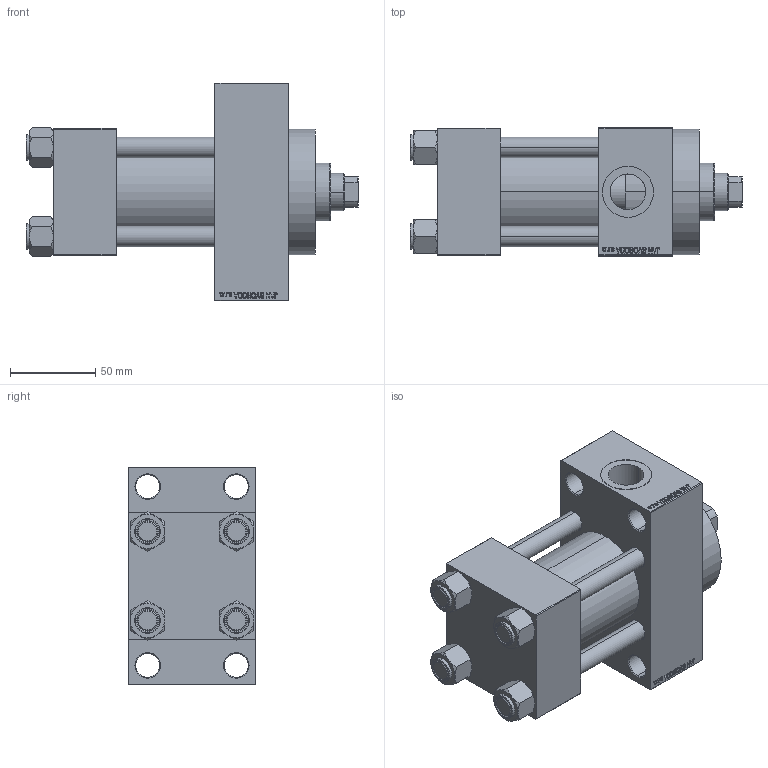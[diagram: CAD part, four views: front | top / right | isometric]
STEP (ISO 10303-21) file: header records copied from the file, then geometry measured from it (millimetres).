
FILE_DESCRIPTION (( 'STEP AP203' ), '1' );
FILE_NAME ('82b0.STEP', '2026-01-26T07:58:00', ( '' ), ( '' ), 'SwSTEP 2.0', 'SolidWorks 2019', '' );
FILE_SCHEMA (( 'CONFIG_CONTROL_DESIGN' ));
Length unit declared in the file: millimetre
Products named in the file (6): V215CD_D_Body fde3769ddc077d9a1ff0d6af94dcc964; V215CD_VC_A fde3769ddc077d9a1ff0d6af94dcc964; 82b0; V215CD_D_TYCINKA fde3769ddc077d9a1ff0d6af94dcc964; V215CD_NUT_M5_D fde3769ddc077d9a1ff0d6af94dcc964; V215CD_VCP_D fde3769ddc077d9a1ff0d6af94dcc964
Assembly tree (11 placements, depth 2):
  82b0
    V215CD_D_Body fde3769ddc077d9a1ff0d6af94dcc964
    V215CD_VC_A fde3769ddc077d9a1ff0d6af94dcc964
    V215CD_VCP_D fde3769ddc077d9a1ff0d6af94dcc964
    V215CD_D_TYCINKA fde3769ddc077d9a1ff0d6af94dcc964  x4
    V215CD_NUT_M5_D fde3769ddc077d9a1ff0d6af94dcc964  x4
Bounding box: 195 x 75 x 128 mm (x, y, z)
Volume: 797395.8 mm3; surface area: 166692.2 mm2
Topology: 11 solids, 11 shells, 1104 faces, 2750 edges, 1779 vertices
Faces by surface type: plane 497, bspline 368, cone 142, cylinder 89, torus 8
Entity records: 47216 total; most frequent: CARTESIAN_POINT 25072, ORIENTED_EDGE 4992, DIRECTION 3194, EDGE_CURVE 2496, VERTEX_POINT 1635, VECTOR 1504, LINE 1504, EDGE_LOOP 1115
